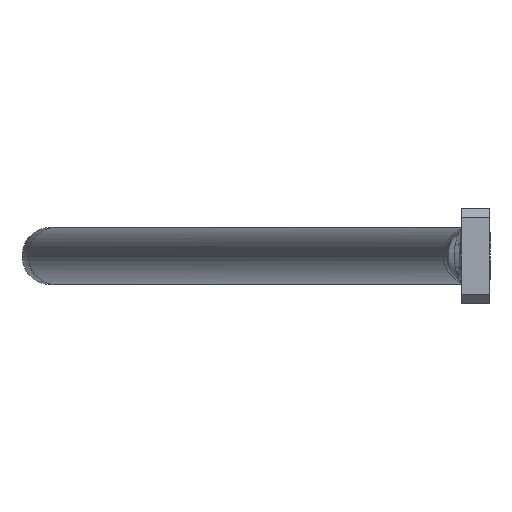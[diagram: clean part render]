
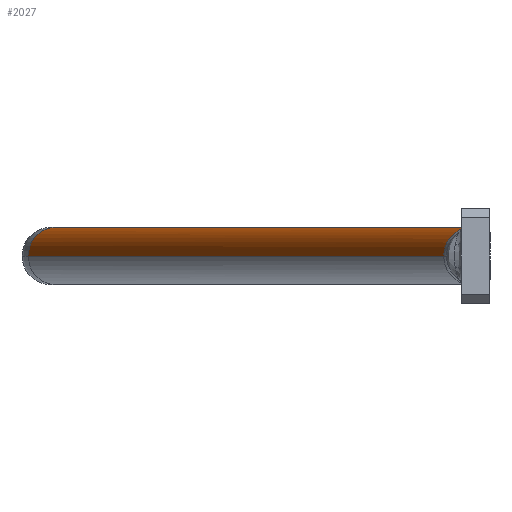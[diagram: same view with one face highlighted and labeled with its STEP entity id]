
A CAD part, left-side view. The second image highlights one B-rep face of the part: STEP entity #2027.
In plain terms, the highlighted cylindrical face has radius 3 mm (diameter 6 mm), a partial arc.
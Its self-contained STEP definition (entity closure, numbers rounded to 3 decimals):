
#39 = DIRECTION ( 'NONE',  ( 0.949, 0.316, 0. ) ) ;
#219 = CARTESIAN_POINT ( 'NONE',  ( 31.54, 0.513, 0. ) ) ;
#394 = VERTEX_POINT ( 'NONE', #2800 ) ;
#493 = FACE_OUTER_BOUND ( 'NONE', #1688, .T. ) ;
#503 = VERTEX_POINT ( 'NONE', #1530 ) ;
#512 = CARTESIAN_POINT ( 'NONE',  ( 34.016, -1.288, 1.974 ) ) ;
#558 = CARTESIAN_POINT ( 'NONE',  ( 32.488, -2.333, 0. ) ) ;
#656 = CARTESIAN_POINT ( 'NONE',  ( 30.591, 3.359, 0. ) ) ;
#840 = LINE ( 'NONE', #558, #2667 ) ;
#888 = CYLINDRICAL_SURFACE ( 'NONE', #905, 3. ) ;
#905 = AXIS2_PLACEMENT_3D ( 'NONE', #219, #1626, #1342 ) ;
#957 = CARTESIAN_POINT ( 'NONE',  ( 35.141, -1.449, 0. ) ) ;
#959 = EDGE_CURVE ( 'NONE', #503, #3448, #3175, .T. ) ;
#1011 = CARTESIAN_POINT ( 'NONE',  ( 32.046, -1.007, 2.536 ) ) ;
#1087 = CARTESIAN_POINT ( 'NONE',  ( 35.141, -1.449, 0. ) ) ;
#1144 = ORIENTED_EDGE ( 'NONE', *, *, #1815, .T. ) ;
#1151 = DIRECTION ( 'NONE',  ( 0.949, 0.316, 0. ) ) ;
#1189 = DIRECTION ( 'NONE',  ( 0., 0., -1. ) ) ;
#1226 = VERTEX_POINT ( 'NONE', #957 ) ;
#1303 = CARTESIAN_POINT ( 'NONE',  ( 32.046, -1.007, 2.536 ) ) ;
#1342 = DIRECTION ( 'NONE',  ( -0.316, 0.949, 0. ) ) ;
#1516 = VERTEX_POINT ( 'NONE', #1303 ) ;
#1530 = CARTESIAN_POINT ( 'NONE',  ( 30.591, 3.359, 0. ) ) ;
#1626 = DIRECTION ( 'NONE',  ( 0.949, 0.316, 0. ) ) ;
#1657 =( BOUNDED_CURVE ( )  B_SPLINE_CURVE ( 3, ( #1011, #512, #3260, #1087 ),
 .UNSPECIFIED., .F., .F. ) 
 B_SPLINE_CURVE_WITH_KNOTS ( ( 4, 4 ),
 ( 5.276, 6.283 ),
 .UNSPECIFIED. ) 
 CURVE ( )  GEOMETRIC_REPRESENTATION_ITEM ( )  RATIONAL_B_SPLINE_CURVE ( ( 1., 0.917, 0.917, 1. ) ) 
 REPRESENTATION_ITEM ( '' )  );
#1672 = DIRECTION ( 'NONE',  ( 0.949, 0.316, 0. ) ) ;
#1688 = EDGE_LOOP ( 'NONE', ( #2042, #1144, #1799, #2575, #3467 ) ) ;
#1708 = CARTESIAN_POINT ( 'NONE',  ( 31.54, 0.513, 0. ) ) ;
#1799 = ORIENTED_EDGE ( 'NONE', *, *, #3641, .F. ) ;
#1815 = EDGE_CURVE ( 'NONE', #1226, #394, #840, .T. ) ;
#1823 = VECTOR ( 'NONE', #2521, 1000. ) ;
#2027 = ADVANCED_FACE ( 'NONE', ( #493 ), #888, .T. ) ;
#2042 = ORIENTED_EDGE ( 'NONE', *, *, #3455, .T. ) ;
#2103 = CIRCLE ( 'NONE', #3405, 3. ) ;
#2461 = CARTESIAN_POINT ( 'NONE',  ( 161.637, 47.041, 0. ) ) ;
#2521 = DIRECTION ( 'NONE',  ( 0.949, 0.316, 0. ) ) ;
#2575 = ORIENTED_EDGE ( 'NONE', *, *, #959, .F. ) ;
#2618 = CARTESIAN_POINT ( 'NONE',  ( 162.586, 44.195, 0. ) ) ;
#2667 = VECTOR ( 'NONE', #1672, 1000. ) ;
#2800 = CARTESIAN_POINT ( 'NONE',  ( 163.534, 41.349, 0. ) ) ;
#2839 = DIRECTION ( 'NONE',  ( 0., 0., -1. ) ) ;
#3175 = LINE ( 'NONE', #656, #1823 ) ;
#3260 = CARTESIAN_POINT ( 'NONE',  ( 35.141, -1.449, 1.053 ) ) ;
#3284 = CIRCLE ( 'NONE', #3397, 3. ) ;
#3397 = AXIS2_PLACEMENT_3D ( 'NONE', #1708, #1151, #2839 ) ;
#3405 = AXIS2_PLACEMENT_3D ( 'NONE', #2618, #39, #1189 ) ;
#3448 = VERTEX_POINT ( 'NONE', #2461 ) ;
#3455 = EDGE_CURVE ( 'NONE', #1516, #1226, #1657, .T. ) ;
#3467 = ORIENTED_EDGE ( 'NONE', *, *, #3557, .T. ) ;
#3557 = EDGE_CURVE ( 'NONE', #503, #1516, #3284, .T. ) ;
#3641 = EDGE_CURVE ( 'NONE', #3448, #394, #2103, .T. ) ;
